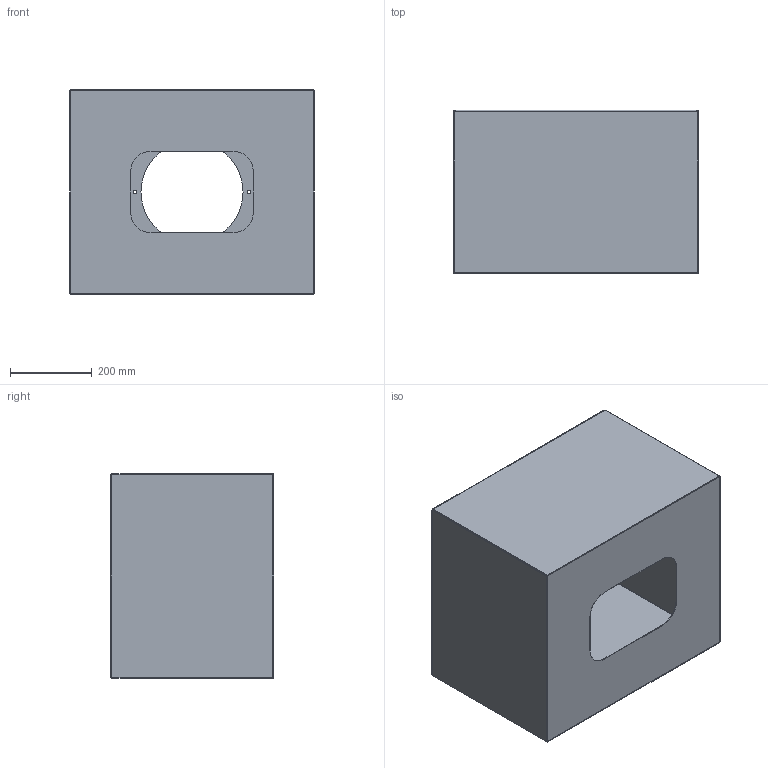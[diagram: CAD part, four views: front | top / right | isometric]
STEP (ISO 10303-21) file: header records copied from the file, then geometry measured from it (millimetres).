
FILE_DESCRIPTION(/* description */ ('STEP AP214'),/* implementation_level */ '2;1');
FILE_NAME(/* name */ '68c96ae32322bdc355b5cc21',/* time_stamp */ '2025-09-16T13:49:24Z',/* author */ (''),/* organization */ (''),/* preprocessor_version */ 'ST-DEVELOPER v20',/* originating_system */ 'ONSHAPE BY PTC INC, 1.203',/* authorisation */ ' ');
FILE_SCHEMA (('AUTOMOTIVE_DESIGN {1 0 10303 214 3 1 1}'));
Length unit declared in the file: metre
Products named in the file (2): Part 1; Part 2
Bounding box: 600 x 400 x 500 mm (x, y, z)
Volume: 2706955.1 mm3; surface area: 2725916.8 mm2
Topology: 2 solids, 2 shells, 66 faces, 154 edges, 92 vertices
Faces by surface type: plane 48, cylinder 18
Full cylindrical faces by diameter (mm): 8 x4, 30 x1, 250 x1
Entity records: 1891 total; most frequent: DIRECTION 320, CARTESIAN_POINT 308, ORIENTED_EDGE 296, EDGE_CURVE 148, LINE 112, VECTOR 112, AXIS2_PLACEMENT_3D 104, VERTEX_POINT 92
